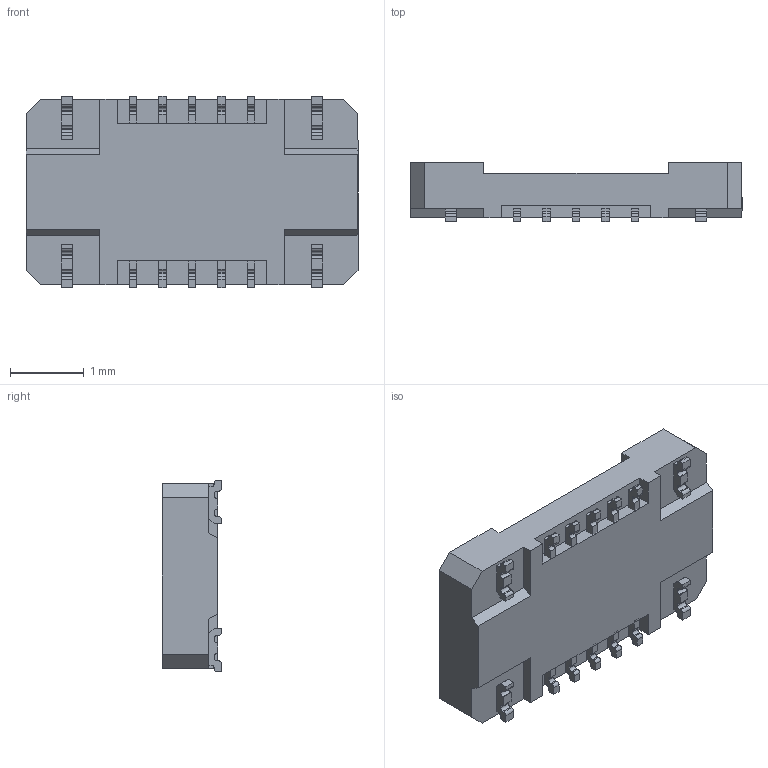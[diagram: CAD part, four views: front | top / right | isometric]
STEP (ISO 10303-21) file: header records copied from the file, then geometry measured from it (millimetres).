
FILE_DESCRIPTION (( 'STEP AP214' ), '1' );
FILE_NAME ('YXT-BB10-10S-02.STEP', '2025-02-26T22:04:36', ( '' ), ( '' ), 'SwSTEP 2.0', 'SolidWorks 2021', '' );
FILE_SCHEMA (( 'AUTOMOTIVE_DESIGN' ));
Length unit declared in the file: millimetre
Products named in the file (1): YXT-BB10-10S-02
Bounding box: 4.5 x 0.8 x 2.6 mm (x, y, z)
Volume: 5.6 mm3; surface area: 50.7 mm2
Topology: 25 solids, 25 shells, 623 faces, 1679 edges, 1102 vertices
Faces by surface type: plane 483, cylinder 134, sphere 4, cone 2
Entity records: 22947 total; most frequent: CARTESIAN_POINT 3401, ORIENTED_EDGE 3350, DIRECTION 3193, EDGE_CURVE 1675, LINE 1405, VECTOR 1405, VERTEX_POINT 1102, AXIS2_PLACEMENT_3D 894
